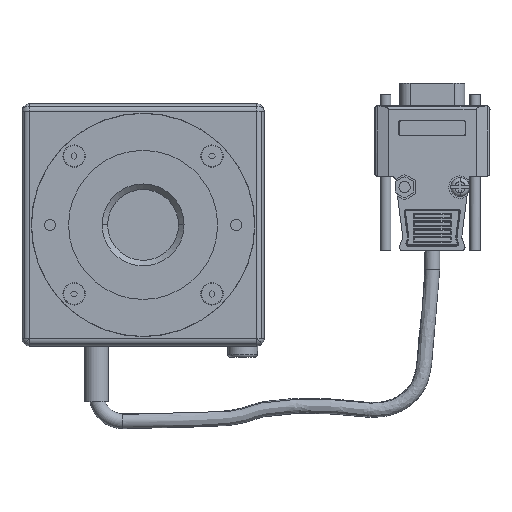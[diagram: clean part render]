
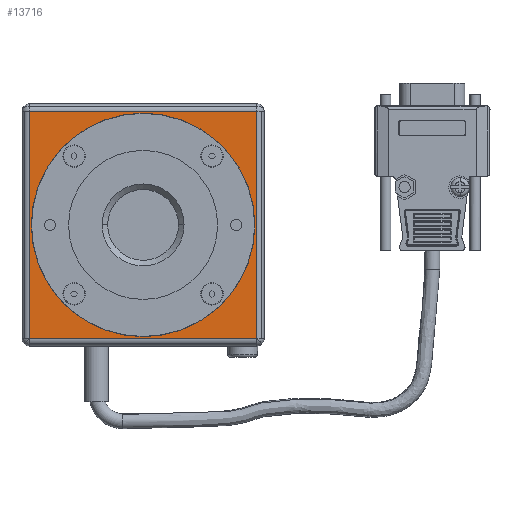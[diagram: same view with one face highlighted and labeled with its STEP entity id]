
A CAD part, front view. The second image highlights one B-rep face of the part: STEP entity #13716.
In plain terms, the highlighted planar face has unit normal (0, -1, 0).
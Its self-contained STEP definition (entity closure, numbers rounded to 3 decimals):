
#19 = ORIENTED_EDGE ( 'NONE', *, *, #28886, .F. ) ;
#1711 = ORIENTED_EDGE ( 'NONE', *, *, #10781, .T. ) ;
#3249 = CARTESIAN_POINT ( 'NONE',  ( -16.25, 0., 30.5 ) ) ;
#3342 = VERTEX_POINT ( 'NONE', #12701 ) ;
#5578 = VERTEX_POINT ( 'NONE', #8204 ) ;
#5961 = CIRCLE ( 'NONE', #36903, 30. ) ;
#6654 = LINE ( 'NONE', #26022, #35923 ) ;
#7373 = AXIS2_PLACEMENT_3D ( 'NONE', #20951, #33773, #13753 ) ;
#7964 = CARTESIAN_POINT ( 'NONE',  ( 30.5, 0., 16.25 ) ) ;
#8109 = FACE_OUTER_BOUND ( 'NONE', #13859, .T. ) ;
#8194 = DIRECTION ( 'NONE',  ( 0., 0., -1. ) ) ;
#8204 = CARTESIAN_POINT ( 'NONE',  ( 30.5, 0., 30.5 ) ) ;
#8356 = CARTESIAN_POINT ( 'NONE',  ( 0., 0., 0. ) ) ;
#8413 = VERTEX_POINT ( 'NONE', #31936 ) ;
#8428 = DIRECTION ( 'NONE',  ( 0., 1., 0. ) ) ;
#10197 = LINE ( 'NONE', #3249, #18652 ) ;
#10781 = EDGE_CURVE ( 'NONE', #35683, #8413, #5961, .T. ) ;
#11904 = DIRECTION ( 'NONE',  ( 0., 1., 0. ) ) ;
#12701 = CARTESIAN_POINT ( 'NONE',  ( 30.5, 0., -30.5 ) ) ;
#13716 = ADVANCED_FACE ( 'NONE', ( #8109, #16929 ), #29775, .T. ) ;
#13753 = DIRECTION ( 'NONE',  ( 0., 0., -1. ) ) ;
#13859 = EDGE_LOOP ( 'NONE', ( #19, #27449, #26552, #30854 ) ) ;
#15914 = VERTEX_POINT ( 'NONE', #36126 ) ;
#16033 = DIRECTION ( 'NONE',  ( -1., 0., 0. ) ) ;
#16929 = FACE_BOUND ( 'NONE', #25920, .T. ) ;
#17577 = CARTESIAN_POINT ( 'NONE',  ( 30., 0., 0. ) ) ;
#17582 = EDGE_CURVE ( 'NONE', #8413, #35683, #36951, .T. ) ;
#18652 = VECTOR ( 'NONE', #23039, 1000. ) ;
#20328 = VERTEX_POINT ( 'NONE', #37830 ) ;
#20823 = LINE ( 'NONE', #7964, #39695 ) ;
#20951 = CARTESIAN_POINT ( 'NONE',  ( 0., 0., 0. ) ) ;
#21260 = DIRECTION ( 'NONE',  ( -1., 0., 0. ) ) ;
#22452 = DIRECTION ( 'NONE',  ( 0., 0., 1. ) ) ;
#22564 = LINE ( 'NONE', #25511, #37075 ) ;
#23039 = DIRECTION ( 'NONE',  ( 1., 0., 0. ) ) ;
#25511 = CARTESIAN_POINT ( 'NONE',  ( 16.25, 0., -30.5 ) ) ;
#25920 = EDGE_LOOP ( 'NONE', ( #34145, #1711 ) ) ;
#26022 = CARTESIAN_POINT ( 'NONE',  ( -30.5, 0., -16.25 ) ) ;
#26552 = ORIENTED_EDGE ( 'NONE', *, *, #39191, .F. ) ;
#27449 = ORIENTED_EDGE ( 'NONE', *, *, #29708, .F. ) ;
#28863 = AXIS2_PLACEMENT_3D ( 'NONE', #40827, #8428, #21260 ) ;
#28886 = EDGE_CURVE ( 'NONE', #15914, #20328, #6654, .T. ) ;
#29708 = EDGE_CURVE ( 'NONE', #3342, #15914, #22564, .T. ) ;
#29775 = PLANE ( 'NONE',  #7373 ) ;
#30854 = ORIENTED_EDGE ( 'NONE', *, *, #40942, .F. ) ;
#31096 = DIRECTION ( 'NONE',  ( -1., 0., 0. ) ) ;
#31936 = CARTESIAN_POINT ( 'NONE',  ( -30., 0., 0. ) ) ;
#33773 = DIRECTION ( 'NONE',  ( 0., -1., 0. ) ) ;
#34145 = ORIENTED_EDGE ( 'NONE', *, *, #17582, .T. ) ;
#35683 = VERTEX_POINT ( 'NONE', #17577 ) ;
#35923 = VECTOR ( 'NONE', #22452, 1000. ) ;
#36126 = CARTESIAN_POINT ( 'NONE',  ( -30.5, 0., -30.5 ) ) ;
#36903 = AXIS2_PLACEMENT_3D ( 'NONE', #8356, #11904, #31096 ) ;
#36951 = CIRCLE ( 'NONE', #28863, 30. ) ;
#37075 = VECTOR ( 'NONE', #16033, 1000. ) ;
#37830 = CARTESIAN_POINT ( 'NONE',  ( -30.5, 0., 30.5 ) ) ;
#39191 = EDGE_CURVE ( 'NONE', #5578, #3342, #20823, .T. ) ;
#39695 = VECTOR ( 'NONE', #8194, 1000. ) ;
#40827 = CARTESIAN_POINT ( 'NONE',  ( 0., 0., 0. ) ) ;
#40942 = EDGE_CURVE ( 'NONE', #20328, #5578, #10197, .T. ) ;
